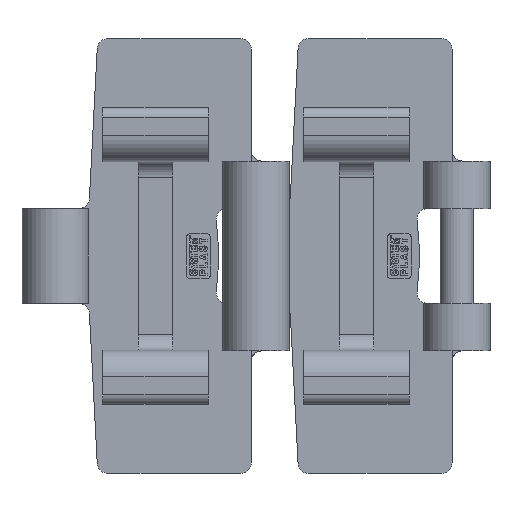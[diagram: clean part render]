
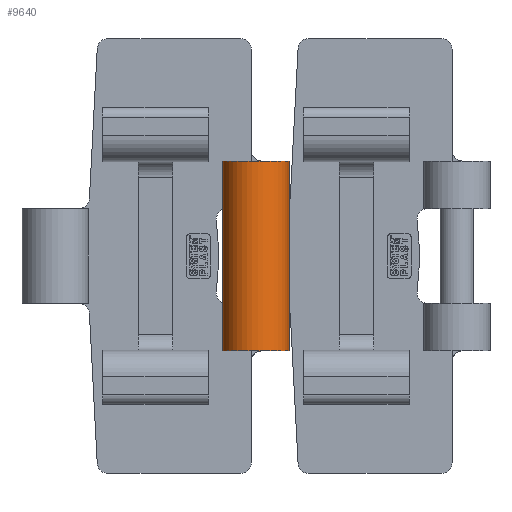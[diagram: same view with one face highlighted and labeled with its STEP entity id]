
A CAD part, front view. The second image highlights one B-rep face of the part: STEP entity #9640.
In plain terms, the highlighted cylindrical face has radius 6.3 mm (diameter 12.6 mm), a partial arc.
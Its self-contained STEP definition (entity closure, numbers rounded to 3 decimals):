
#1003=FACE_OUTER_BOUND('',#1535,.T.);
#1535=EDGE_LOOP('',(#8077,#8078,#8079,#8080,#8081,#8082,#8083,#8084,#8085,
#8086,#8087,#8088,#8089,#8090));
#1950=LINE('',#13306,#3006);
#1960=LINE('',#13382,#3016);
#2380=LINE('',#15092,#3436);
#2387=LINE('',#15118,#3443);
#2388=LINE('',#15120,#3444);
#2389=LINE('',#15123,#3445);
#3006=VECTOR('',#10945,18.);
#3016=VECTOR('',#10995,18.);
#3436=VECTOR('',#11833,9.);
#3443=VECTOR('',#11864,9.);
#3444=VECTOR('',#11865,9.);
#3445=VECTOR('',#11868,9.);
#3913=CIRCLE('',#9957,6.3);
#3922=CIRCLE('',#9970,6.3);
#3995=CIRCLE('',#10251,6.3);
#3997=CIRCLE('',#10254,6.3);
#3998=CIRCLE('',#10256,6.3);
#4001=CIRCLE('',#10260,6.3);
#4002=CIRCLE('',#10261,6.3);
#4003=CIRCLE('',#10262,6.3);
#4123=VERTEX_POINT('',#12974);
#4124=VERTEX_POINT('',#12976);
#4137=VERTEX_POINT('',#13013);
#4139=VERTEX_POINT('',#13016);
#4252=VERTEX_POINT('',#13303);
#4253=VERTEX_POINT('',#13305);
#4258=VERTEX_POINT('',#13379);
#4259=VERTEX_POINT('',#13381);
#4603=VERTEX_POINT('',#15089);
#4604=VERTEX_POINT('',#15091);
#4610=VERTEX_POINT('',#15111);
#4611=VERTEX_POINT('',#15116);
#4612=VERTEX_POINT('',#15119);
#4613=VERTEX_POINT('',#15121);
#5108=EDGE_CURVE('',#4123,#4124,#3913,.T.);
#5124=EDGE_CURVE('',#4139,#4137,#3922,.T.);
#5258=EDGE_CURVE('',#4253,#4252,#1950,.T.);
#5281=EDGE_CURVE('',#4259,#4258,#1960,.T.);
#5825=EDGE_CURVE('',#4603,#4604,#2380,.T.);
#5827=EDGE_CURVE('',#4253,#4123,#3995,.T.);
#5835=EDGE_CURVE('',#4139,#4252,#3997,.T.);
#5836=EDGE_CURVE('',#4259,#4610,#3998,.T.);
#5839=EDGE_CURVE('',#4603,#4611,#4001,.T.);
#5840=EDGE_CURVE('',#4124,#4611,#2387,.T.);
#5841=EDGE_CURVE('',#4137,#4612,#2388,.T.);
#5842=EDGE_CURVE('',#4613,#4612,#4002,.T.);
#5843=EDGE_CURVE('',#4613,#4610,#2389,.T.);
#5844=EDGE_CURVE('',#4604,#4258,#4003,.T.);
#8077=ORIENTED_EDGE('',*,*,#5839,.T.);
#8078=ORIENTED_EDGE('',*,*,#5840,.F.);
#8079=ORIENTED_EDGE('',*,*,#5108,.F.);
#8080=ORIENTED_EDGE('',*,*,#5827,.F.);
#8081=ORIENTED_EDGE('',*,*,#5258,.T.);
#8082=ORIENTED_EDGE('',*,*,#5835,.F.);
#8083=ORIENTED_EDGE('',*,*,#5124,.T.);
#8084=ORIENTED_EDGE('',*,*,#5841,.T.);
#8085=ORIENTED_EDGE('',*,*,#5842,.F.);
#8086=ORIENTED_EDGE('',*,*,#5843,.T.);
#8087=ORIENTED_EDGE('',*,*,#5836,.F.);
#8088=ORIENTED_EDGE('',*,*,#5281,.T.);
#8089=ORIENTED_EDGE('',*,*,#5844,.F.);
#8090=ORIENTED_EDGE('',*,*,#5825,.F.);
#9323=CYLINDRICAL_SURFACE('',#10259,6.3);
#9640=ADVANCED_FACE('',(#1003),#9323,.T.);
#9957=AXIS2_PLACEMENT_3D('',#12977,#10720,#10721);
#9970=AXIS2_PLACEMENT_3D('',#13017,#10752,#10753);
#10251=AXIS2_PLACEMENT_3D('',#15095,#11838,#11839);
#10254=AXIS2_PLACEMENT_3D('',#15109,#11850,#11851);
#10256=AXIS2_PLACEMENT_3D('',#15112,#11854,#11855);
#10259=AXIS2_PLACEMENT_3D('',#15115,#11860,#11861);
#10260=AXIS2_PLACEMENT_3D('',#15117,#11862,#11863);
#10261=AXIS2_PLACEMENT_3D('',#15122,#11866,#11867);
#10262=AXIS2_PLACEMENT_3D('',#15124,#11869,#11870);
#10720=DIRECTION('center_axis',(0.,0.,1.));
#10721=DIRECTION('ref_axis',(1.,0.,0.));
#10752=DIRECTION('center_axis',(0.,0.,1.));
#10753=DIRECTION('ref_axis',(1.,0.,0.));
#10945=DIRECTION('',(0.,0.,-1.));
#10995=DIRECTION('',(0.,0.,1.));
#11833=DIRECTION('',(0.,0.,-1.));
#11838=DIRECTION('center_axis',(0.,0.,1.));
#11839=DIRECTION('ref_axis',(-1.,0.,0.));
#11850=DIRECTION('center_axis',(0.,0.,-1.));
#11851=DIRECTION('ref_axis',(-1.,0.,0.));
#11854=DIRECTION('center_axis',(0.,0.,-1.));
#11855=DIRECTION('ref_axis',(-1.,0.,0.));
#11860=DIRECTION('center_axis',(0.,0.,-1.));
#11861=DIRECTION('ref_axis',(-0.347,-0.938,0.));
#11862=DIRECTION('center_axis',(0.,0.,-1.));
#11863=DIRECTION('ref_axis',(-1.,0.,0.));
#11864=DIRECTION('',(0.,0.,1.));
#11865=DIRECTION('',(0.,0.,-1.));
#11866=DIRECTION('center_axis',(0.,0.,-1.));
#11867=DIRECTION('ref_axis',(-1.,0.,0.));
#11868=DIRECTION('',(0.,0.,1.));
#11869=DIRECTION('center_axis',(0.,0.,1.));
#11870=DIRECTION('ref_axis',(-1.,0.,0.));
#12974=CARTESIAN_POINT('',(32.862,3.5,9.));
#12976=CARTESIAN_POINT('',(31.951,1.371,9.));
#12977=CARTESIAN_POINT('Origin',(38.1,0.,9.));
#13013=CARTESIAN_POINT('',(31.951,1.371,-9.));
#13016=CARTESIAN_POINT('',(32.862,3.5,-9.));
#13017=CARTESIAN_POINT('Origin',(38.1,0.,-9.));
#13303=CARTESIAN_POINT('',(34.32,5.04,-9.));
#13305=CARTESIAN_POINT('',(34.32,5.04,9.));
#13306=CARTESIAN_POINT('',(34.32,5.04,9.));
#13379=CARTESIAN_POINT('',(44.249,1.371,9.));
#13381=CARTESIAN_POINT('',(44.249,1.371,-9.));
#13382=CARTESIAN_POINT('',(44.249,1.371,-9.));
#15089=CARTESIAN_POINT('',(44.313,1.043,18.));
#15091=CARTESIAN_POINT('',(44.313,1.043,9.));
#15092=CARTESIAN_POINT('',(44.313,1.043,18.));
#15095=CARTESIAN_POINT('Origin',(38.1,0.,9.));
#15109=CARTESIAN_POINT('Origin',(38.1,0.,-9.));
#15111=CARTESIAN_POINT('',(44.313,1.043,-9.));
#15112=CARTESIAN_POINT('Origin',(38.1,0.,-9.));
#15115=CARTESIAN_POINT('Origin',(38.1,0.,18.));
#15116=CARTESIAN_POINT('',(31.951,1.371,18.));
#15117=CARTESIAN_POINT('Origin',(38.1,0.,18.));
#15118=CARTESIAN_POINT('',(31.951,1.371,9.));
#15119=CARTESIAN_POINT('',(31.951,1.371,-18.));
#15120=CARTESIAN_POINT('',(31.951,1.371,-9.));
#15121=CARTESIAN_POINT('',(44.313,1.043,-18.));
#15122=CARTESIAN_POINT('Origin',(38.1,0.,-18.));
#15123=CARTESIAN_POINT('',(44.313,1.043,-18.));
#15124=CARTESIAN_POINT('Origin',(38.1,0.,9.));
